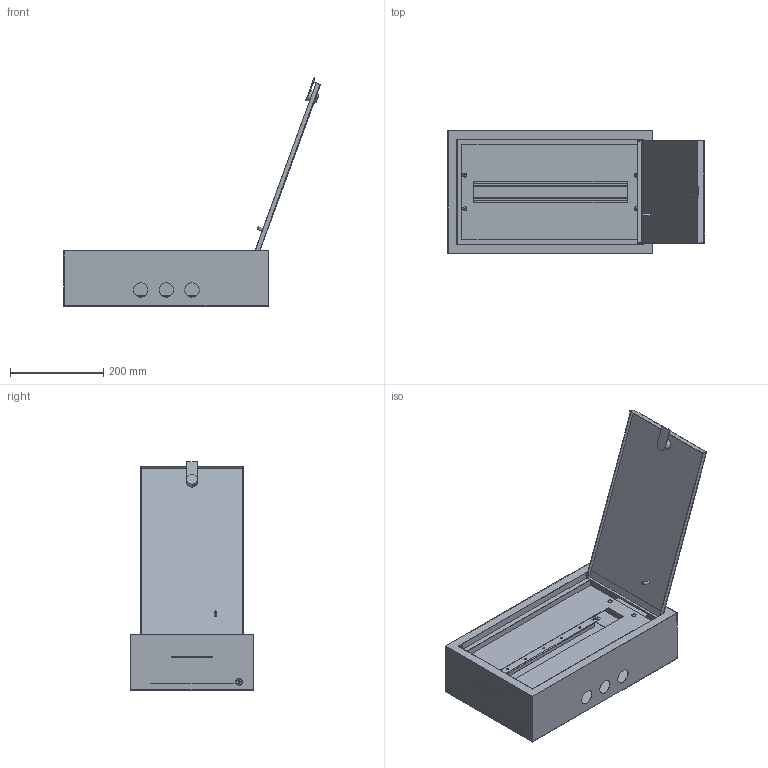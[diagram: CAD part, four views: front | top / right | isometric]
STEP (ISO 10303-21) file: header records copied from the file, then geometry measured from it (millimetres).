
FILE_DESCRIPTION (( 'STEP AP214' ), '1' );
FILE_NAME ('ShRN-18_IP31.STEP', '2016-11-14T05:27:04', ( 'user' ), ( '' ), 'SwSTEP 2.0', 'SolidWorks 2014', '' );
FILE_SCHEMA (( 'AUTOMOTIVE_DESIGN' ));
Length unit declared in the file: millimetre
Products named in the file (7): ShRN-18_IP31; SC GOST 17473_gost_‚¨­â A.M5x10 ƒŽ‘’ 17473-80; Dver_SHRN_18; Panel_剞ｭ-18.1; Obolochka_SHRN_18; Reika_702.002-05; DIN-Reika_18 ｢箘ｬ箘｢
Assembly tree (16 placements, depth 2):
  ShRN-18_IP31
    Obolochka_SHRN_18
    Dver_SHRN_18
    DIN-Reika_18 ｢箘ｬ箘｢
    Panel_剞ｭ-18.1
    SC GOST 17473_gost_‚¨­â A.M5x10 ƒŽ‘’ 17473-80  x10
    Reika_702.002-05  x2
Bounding box: 552.28 x 265 x 491.27 mm (x, y, z)
Volume: 561847.2 mm3; surface area: 1154334.9 mm2
Topology: 17 solids, 17 shells, 385 faces, 930 edges, 604 vertices
Faces by surface type: plane 213, cylinder 148, sphere 20, cone 4
Entity records: 8738 total; most frequent: DIRECTION 1511, CARTESIAN_POINT 1423, ORIENTED_EDGE 1374, EDGE_CURVE 687, AXIS2_PLACEMENT_3D 532, LINE 447, VECTOR 447, VERTEX_POINT 444
